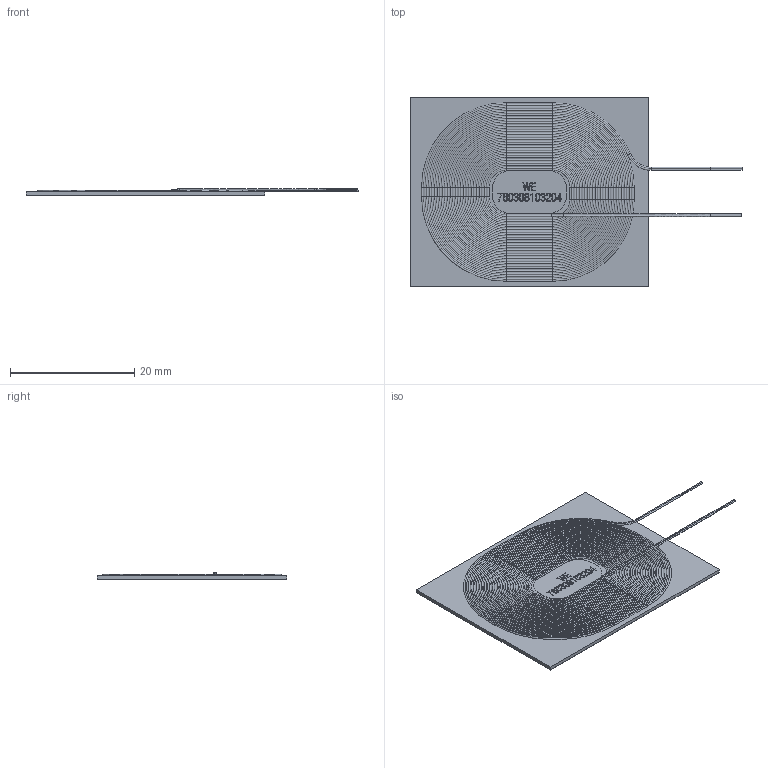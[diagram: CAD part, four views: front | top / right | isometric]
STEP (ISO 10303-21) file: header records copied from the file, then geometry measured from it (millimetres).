
FILE_DESCRIPTION( ( 'Unknown' ), '1' );
FILE_NAME( 'WE-UtWPCC_760308103204.stp', 'Unknown', ( 'Unknown' ), ( 'Unknown' ), 'PSStep 17.0.49', 'Unknown', ' ' );
FILE_SCHEMA( ( 'AUTOMOTIVE_DESIGN { 1 0 10303 214 1 1 1 1 }' ) );
Length unit declared in the file: millimetre
Products named in the file (14): Assem1; Ferrit_760308103204; Magnet_760308103204; Turns_760308103204; adehesive_tape; Release_tape
Assembly tree (13 placements, depth 2):
  Assem1
    Ferrit_760308103204
    Magnet_760308103204
    Magnet_760308103204
    Magnet_760308103204
    Magnet_760308103204
    Magnet_760308103204
    Magnet_760308103204
    Magnet_760308103204
    Magnet_760308103204
    Magnet_760308103204
    Turns_760308103204
    adehesive_tape
    Release_tape
Bounding box: 53.5 x 30.5 x 1.1 mm (x, y, z)
Volume: 834.2 mm3; surface area: 9526.3 mm2
Topology: 13 solids, 13 shells, 493 faces, 1054 edges, 591 vertices
Faces by surface type: cylinder 176, torus 168, plane 116, extrusion 29, bspline 4
Full cylindrical faces by diameter (mm): 0.18 x4
Entity records: 19314 total; most frequent: CARTESIAN_POINT 4622, DIRECTION 2333, ORIENTED_EDGE 2078, EDGE_CURVE 1039, AXIS2_PLACEMENT_3D 998, VERTEX_POINT 591, EDGE_LOOP 546, CIRCLE 524
